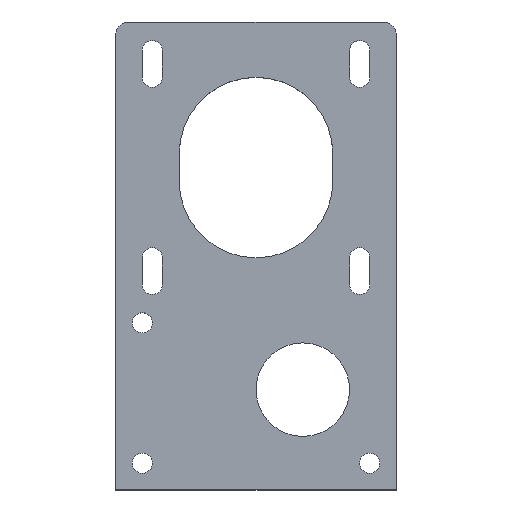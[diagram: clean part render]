
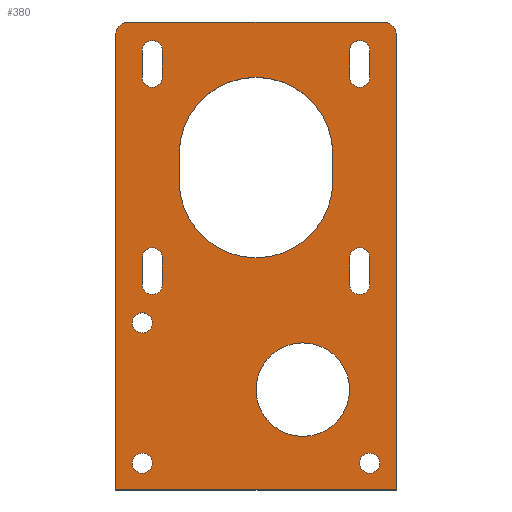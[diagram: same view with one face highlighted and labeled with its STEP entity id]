
A CAD part, top view. The second image highlights one B-rep face of the part: STEP entity #380.
In plain terms, the highlighted planar face has unit normal (0, 0, 1).
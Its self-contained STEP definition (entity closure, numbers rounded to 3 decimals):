
#32 = VERTEX_POINT('',#33);
#33 = CARTESIAN_POINT('',(38.,70.,7.));
#39 = EDGE_CURVE('',#32,#40,#42,.T.);
#40 = VERTEX_POINT('',#41);
#41 = CARTESIAN_POINT('',(0.,70.,7.));
#42 = LINE('',#43,#44);
#43 = CARTESIAN_POINT('',(40.,70.,7.));
#44 = VECTOR('',#45,1.);
#45 = DIRECTION('',(-1.,-0.,-0.));
#336 = VERTEX_POINT('',#337);
#337 = CARTESIAN_POINT('',(40.,68.,7.));
#343 = EDGE_CURVE('',#32,#336,#344,.T.);
#344 = CIRCLE('',#345,2.);
#345 = AXIS2_PLACEMENT_3D('',#346,#347,#348);
#346 = CARTESIAN_POINT('',(38.,68.,7.));
#347 = DIRECTION('',(0.,0.,-1.));
#348 = DIRECTION('',(-0.,-1.,-0.));
#361 = VERTEX_POINT('',#362);
#362 = CARTESIAN_POINT('',(-2.,68.,7.));
#368 = EDGE_CURVE('',#40,#361,#369,.T.);
#369 = CIRCLE('',#370,2.);
#370 = AXIS2_PLACEMENT_3D('',#371,#372,#373);
#371 = CARTESIAN_POINT('',(0.,68.,7.));
#372 = DIRECTION('',(0.,-0.,1.));
#373 = DIRECTION('',(-0.,-1.,-0.));
#380 = ADVANCED_FACE('',(#381,#408,#444,#455,#491,#527,#563,#599,#610,
    #621),#632,.T.);
#381 = FACE_BOUND('',#382,.F.);
#382 = EDGE_LOOP('',(#383,#384,#385,#393,#401,#407));
#383 = ORIENTED_EDGE('',*,*,#39,.F.);
#384 = ORIENTED_EDGE('',*,*,#343,.T.);
#385 = ORIENTED_EDGE('',*,*,#386,.F.);
#386 = EDGE_CURVE('',#387,#336,#389,.T.);
#387 = VERTEX_POINT('',#388);
#388 = CARTESIAN_POINT('',(40.,0.,7.));
#389 = LINE('',#390,#391);
#390 = CARTESIAN_POINT('',(40.,0.,7.));
#391 = VECTOR('',#392,1.);
#392 = DIRECTION('',(0.,1.,0.));
#393 = ORIENTED_EDGE('',*,*,#394,.F.);
#394 = EDGE_CURVE('',#395,#387,#397,.T.);
#395 = VERTEX_POINT('',#396);
#396 = CARTESIAN_POINT('',(-2.,0.,7.));
#397 = LINE('',#398,#399);
#398 = CARTESIAN_POINT('',(-2.,0.,7.));
#399 = VECTOR('',#400,1.);
#400 = DIRECTION('',(1.,0.,0.));
#401 = ORIENTED_EDGE('',*,*,#402,.F.);
#402 = EDGE_CURVE('',#361,#395,#403,.T.);
#403 = LINE('',#404,#405);
#404 = CARTESIAN_POINT('',(-2.,70.,7.));
#405 = VECTOR('',#406,1.);
#406 = DIRECTION('',(-0.,-1.,-0.));
#407 = ORIENTED_EDGE('',*,*,#368,.F.);
#408 = FACE_BOUND('',#409,.T.);
#409 = EDGE_LOOP('',(#410,#421,#429,#438));
#410 = ORIENTED_EDGE('',*,*,#411,.T.);
#411 = EDGE_CURVE('',#412,#414,#416,.T.);
#412 = VERTEX_POINT('',#413);
#413 = CARTESIAN_POINT('',(30.5,46.225,7.));
#414 = VERTEX_POINT('',#415);
#415 = CARTESIAN_POINT('',(7.5,46.225,7.));
#416 = CIRCLE('',#417,11.5);
#417 = AXIS2_PLACEMENT_3D('',#418,#419,#420);
#418 = CARTESIAN_POINT('',(19.,46.225,7.));
#419 = DIRECTION('',(0.,0.,-1.));
#420 = DIRECTION('',(-1.,-0.,-0.));
#421 = ORIENTED_EDGE('',*,*,#422,.T.);
#422 = EDGE_CURVE('',#414,#423,#425,.T.);
#423 = VERTEX_POINT('',#424);
#424 = CARTESIAN_POINT('',(7.5,50.225,7.));
#425 = LINE('',#426,#427);
#426 = CARTESIAN_POINT('',(7.5,46.225,7.));
#427 = VECTOR('',#428,1.);
#428 = DIRECTION('',(0.,1.,0.));
#429 = ORIENTED_EDGE('',*,*,#430,.T.);
#430 = EDGE_CURVE('',#423,#431,#433,.T.);
#431 = VERTEX_POINT('',#432);
#432 = CARTESIAN_POINT('',(30.5,50.225,7.));
#433 = CIRCLE('',#434,11.5);
#434 = AXIS2_PLACEMENT_3D('',#435,#436,#437);
#435 = CARTESIAN_POINT('',(19.,50.225,7.));
#436 = DIRECTION('',(0.,0.,-1.));
#437 = DIRECTION('',(-1.,-0.,-0.));
#438 = ORIENTED_EDGE('',*,*,#439,.T.);
#439 = EDGE_CURVE('',#431,#412,#440,.T.);
#440 = LINE('',#441,#442);
#441 = CARTESIAN_POINT('',(30.5,50.225,7.));
#442 = VECTOR('',#443,1.);
#443 = DIRECTION('',(-0.,-1.,-0.));
#444 = FACE_BOUND('',#445,.T.);
#445 = EDGE_LOOP('',(#446));
#446 = ORIENTED_EDGE('',*,*,#447,.T.);
#447 = EDGE_CURVE('',#448,#448,#450,.T.);
#448 = VERTEX_POINT('',#449);
#449 = CARTESIAN_POINT('',(19.,15.,7.));
#450 = CIRCLE('',#451,7.);
#451 = AXIS2_PLACEMENT_3D('',#452,#453,#454);
#452 = CARTESIAN_POINT('',(26.,15.,7.));
#453 = DIRECTION('',(0.,0.,-1.));
#454 = DIRECTION('',(-1.,-0.,-0.));
#455 = FACE_BOUND('',#456,.T.);
#456 = EDGE_LOOP('',(#457,#468,#476,#485));
#457 = ORIENTED_EDGE('',*,*,#458,.T.);
#458 = EDGE_CURVE('',#459,#461,#463,.T.);
#459 = VERTEX_POINT('',#460);
#460 = CARTESIAN_POINT('',(2.,34.725,7.));
#461 = VERTEX_POINT('',#462);
#462 = CARTESIAN_POINT('',(5.,34.725,7.));
#463 = CIRCLE('',#464,1.5);
#464 = AXIS2_PLACEMENT_3D('',#465,#466,#467);
#465 = CARTESIAN_POINT('',(3.5,34.725,7.));
#466 = DIRECTION('',(0.,0.,-1.));
#467 = DIRECTION('',(-1.,-0.,-0.));
#468 = ORIENTED_EDGE('',*,*,#469,.T.);
#469 = EDGE_CURVE('',#461,#470,#472,.T.);
#470 = VERTEX_POINT('',#471);
#471 = CARTESIAN_POINT('',(5.,30.725,7.));
#472 = LINE('',#473,#474);
#473 = CARTESIAN_POINT('',(5.,34.725,7.));
#474 = VECTOR('',#475,1.);
#475 = DIRECTION('',(-0.,-1.,-0.));
#476 = ORIENTED_EDGE('',*,*,#477,.T.);
#477 = EDGE_CURVE('',#470,#478,#480,.T.);
#478 = VERTEX_POINT('',#479);
#479 = CARTESIAN_POINT('',(2.,30.725,7.));
#480 = CIRCLE('',#481,1.5);
#481 = AXIS2_PLACEMENT_3D('',#482,#483,#484);
#482 = CARTESIAN_POINT('',(3.5,30.725,7.));
#483 = DIRECTION('',(0.,0.,-1.));
#484 = DIRECTION('',(-1.,-0.,-0.));
#485 = ORIENTED_EDGE('',*,*,#486,.T.);
#486 = EDGE_CURVE('',#478,#459,#487,.T.);
#487 = LINE('',#488,#489);
#488 = CARTESIAN_POINT('',(2.,30.725,7.));
#489 = VECTOR('',#490,1.);
#490 = DIRECTION('',(0.,1.,0.));
#491 = FACE_BOUND('',#492,.T.);
#492 = EDGE_LOOP('',(#493,#504,#512,#521));
#493 = ORIENTED_EDGE('',*,*,#494,.T.);
#494 = EDGE_CURVE('',#495,#497,#499,.T.);
#495 = VERTEX_POINT('',#496);
#496 = CARTESIAN_POINT('',(2.001,65.725,7.));
#497 = VERTEX_POINT('',#498);
#498 = CARTESIAN_POINT('',(5.001,65.725,7.));
#499 = CIRCLE('',#500,1.5);
#500 = AXIS2_PLACEMENT_3D('',#501,#502,#503);
#501 = CARTESIAN_POINT('',(3.501,65.725,7.));
#502 = DIRECTION('',(0.,0.,-1.));
#503 = DIRECTION('',(-1.,-0.,-0.));
#504 = ORIENTED_EDGE('',*,*,#505,.T.);
#505 = EDGE_CURVE('',#497,#506,#508,.T.);
#506 = VERTEX_POINT('',#507);
#507 = CARTESIAN_POINT('',(5.001,61.725,7.));
#508 = LINE('',#509,#510);
#509 = CARTESIAN_POINT('',(5.001,65.725,7.));
#510 = VECTOR('',#511,1.);
#511 = DIRECTION('',(-0.,-1.,-0.));
#512 = ORIENTED_EDGE('',*,*,#513,.T.);
#513 = EDGE_CURVE('',#506,#514,#516,.T.);
#514 = VERTEX_POINT('',#515);
#515 = CARTESIAN_POINT('',(2.001,61.725,7.));
#516 = CIRCLE('',#517,1.5);
#517 = AXIS2_PLACEMENT_3D('',#518,#519,#520);
#518 = CARTESIAN_POINT('',(3.501,61.725,7.));
#519 = DIRECTION('',(0.,0.,-1.));
#520 = DIRECTION('',(-1.,-0.,-0.));
#521 = ORIENTED_EDGE('',*,*,#522,.T.);
#522 = EDGE_CURVE('',#514,#495,#523,.T.);
#523 = LINE('',#524,#525);
#524 = CARTESIAN_POINT('',(2.001,61.725,7.));
#525 = VECTOR('',#526,1.);
#526 = DIRECTION('',(0.,1.,0.));
#527 = FACE_BOUND('',#528,.T.);
#528 = EDGE_LOOP('',(#529,#540,#548,#557));
#529 = ORIENTED_EDGE('',*,*,#530,.T.);
#530 = EDGE_CURVE('',#531,#533,#535,.T.);
#531 = VERTEX_POINT('',#532);
#532 = CARTESIAN_POINT('',(36.001,61.725,7.));
#533 = VERTEX_POINT('',#534);
#534 = CARTESIAN_POINT('',(33.001,61.725,7.));
#535 = CIRCLE('',#536,1.5);
#536 = AXIS2_PLACEMENT_3D('',#537,#538,#539);
#537 = CARTESIAN_POINT('',(34.501,61.725,7.));
#538 = DIRECTION('',(0.,0.,-1.));
#539 = DIRECTION('',(-1.,-0.,-0.));
#540 = ORIENTED_EDGE('',*,*,#541,.T.);
#541 = EDGE_CURVE('',#533,#542,#544,.T.);
#542 = VERTEX_POINT('',#543);
#543 = CARTESIAN_POINT('',(33.001,65.725,7.));
#544 = LINE('',#545,#546);
#545 = CARTESIAN_POINT('',(33.001,61.725,7.));
#546 = VECTOR('',#547,1.);
#547 = DIRECTION('',(0.,1.,0.));
#548 = ORIENTED_EDGE('',*,*,#549,.T.);
#549 = EDGE_CURVE('',#542,#550,#552,.T.);
#550 = VERTEX_POINT('',#551);
#551 = CARTESIAN_POINT('',(36.001,65.725,7.));
#552 = CIRCLE('',#553,1.5);
#553 = AXIS2_PLACEMENT_3D('',#554,#555,#556);
#554 = CARTESIAN_POINT('',(34.501,65.725,7.));
#555 = DIRECTION('',(0.,0.,-1.));
#556 = DIRECTION('',(-1.,-0.,-0.));
#557 = ORIENTED_EDGE('',*,*,#558,.T.);
#558 = EDGE_CURVE('',#550,#531,#559,.T.);
#559 = LINE('',#560,#561);
#560 = CARTESIAN_POINT('',(36.001,65.725,7.));
#561 = VECTOR('',#562,1.);
#562 = DIRECTION('',(-0.,-1.,-0.));
#563 = FACE_BOUND('',#564,.T.);
#564 = EDGE_LOOP('',(#565,#576,#584,#593));
#565 = ORIENTED_EDGE('',*,*,#566,.T.);
#566 = EDGE_CURVE('',#567,#569,#571,.T.);
#567 = VERTEX_POINT('',#568);
#568 = CARTESIAN_POINT('',(33.,34.725,7.));
#569 = VERTEX_POINT('',#570);
#570 = CARTESIAN_POINT('',(36.,34.725,7.));
#571 = CIRCLE('',#572,1.5);
#572 = AXIS2_PLACEMENT_3D('',#573,#574,#575);
#573 = CARTESIAN_POINT('',(34.5,34.725,7.));
#574 = DIRECTION('',(0.,0.,-1.));
#575 = DIRECTION('',(-1.,-0.,-0.));
#576 = ORIENTED_EDGE('',*,*,#577,.T.);
#577 = EDGE_CURVE('',#569,#578,#580,.T.);
#578 = VERTEX_POINT('',#579);
#579 = CARTESIAN_POINT('',(36.,30.725,7.));
#580 = LINE('',#581,#582);
#581 = CARTESIAN_POINT('',(36.,34.725,7.));
#582 = VECTOR('',#583,1.);
#583 = DIRECTION('',(-0.,-1.,-0.));
#584 = ORIENTED_EDGE('',*,*,#585,.T.);
#585 = EDGE_CURVE('',#578,#586,#588,.T.);
#586 = VERTEX_POINT('',#587);
#587 = CARTESIAN_POINT('',(33.,30.725,7.));
#588 = CIRCLE('',#589,1.5);
#589 = AXIS2_PLACEMENT_3D('',#590,#591,#592);
#590 = CARTESIAN_POINT('',(34.5,30.725,7.));
#591 = DIRECTION('',(0.,0.,-1.));
#592 = DIRECTION('',(-1.,-0.,-0.));
#593 = ORIENTED_EDGE('',*,*,#594,.T.);
#594 = EDGE_CURVE('',#586,#567,#595,.T.);
#595 = LINE('',#596,#597);
#596 = CARTESIAN_POINT('',(33.,30.725,7.));
#597 = VECTOR('',#598,1.);
#598 = DIRECTION('',(0.,1.,0.));
#599 = FACE_BOUND('',#600,.T.);
#600 = EDGE_LOOP('',(#601));
#601 = ORIENTED_EDGE('',*,*,#602,.T.);
#602 = EDGE_CURVE('',#603,#603,#605,.T.);
#603 = VERTEX_POINT('',#604);
#604 = CARTESIAN_POINT('',(0.5,25.,7.));
#605 = CIRCLE('',#606,1.5);
#606 = AXIS2_PLACEMENT_3D('',#607,#608,#609);
#607 = CARTESIAN_POINT('',(2.,25.,7.));
#608 = DIRECTION('',(0.,0.,-1.));
#609 = DIRECTION('',(-1.,-0.,-0.));
#610 = FACE_BOUND('',#611,.T.);
#611 = EDGE_LOOP('',(#612));
#612 = ORIENTED_EDGE('',*,*,#613,.T.);
#613 = EDGE_CURVE('',#614,#614,#616,.T.);
#614 = VERTEX_POINT('',#615);
#615 = CARTESIAN_POINT('',(0.5,4.,7.));
#616 = CIRCLE('',#617,1.5);
#617 = AXIS2_PLACEMENT_3D('',#618,#619,#620);
#618 = CARTESIAN_POINT('',(2.,4.,7.));
#619 = DIRECTION('',(0.,0.,-1.));
#620 = DIRECTION('',(-1.,-0.,-0.));
#621 = FACE_BOUND('',#622,.T.);
#622 = EDGE_LOOP('',(#623));
#623 = ORIENTED_EDGE('',*,*,#624,.T.);
#624 = EDGE_CURVE('',#625,#625,#627,.T.);
#625 = VERTEX_POINT('',#626);
#626 = CARTESIAN_POINT('',(34.5,4.,7.));
#627 = CIRCLE('',#628,1.5);
#628 = AXIS2_PLACEMENT_3D('',#629,#630,#631);
#629 = CARTESIAN_POINT('',(36.,4.,7.));
#630 = DIRECTION('',(0.,0.,-1.));
#631 = DIRECTION('',(-1.,-0.,-0.));
#632 = PLANE('',#633);
#633 = AXIS2_PLACEMENT_3D('',#634,#635,#636);
#634 = CARTESIAN_POINT('',(19.285,36.467,7.));
#635 = DIRECTION('',(0.,0.,1.));
#636 = DIRECTION('',(1.,0.,0.));
